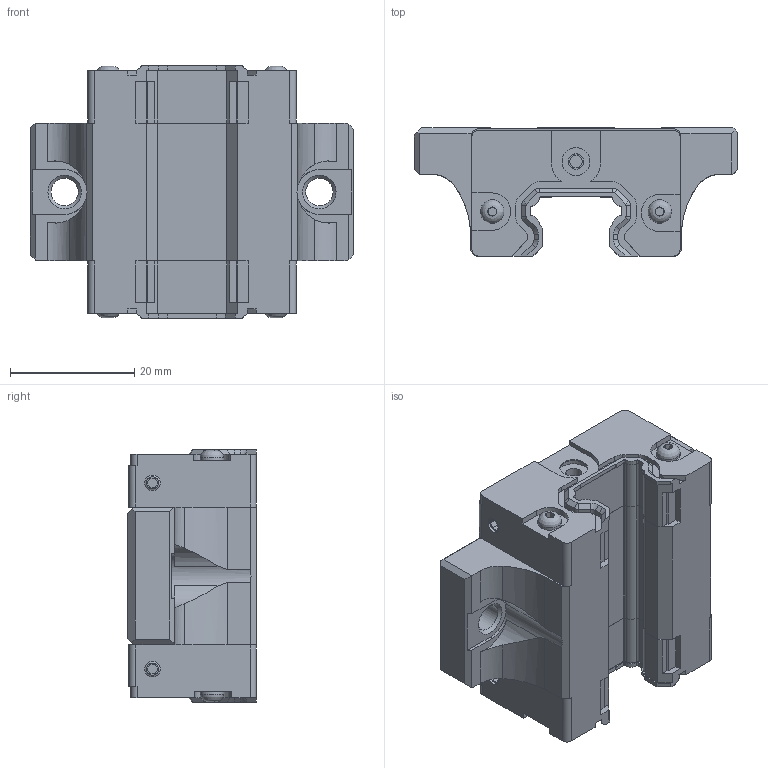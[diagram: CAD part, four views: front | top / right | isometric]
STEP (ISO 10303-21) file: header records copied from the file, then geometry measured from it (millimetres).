
FILE_DESCRIPTION(/* description */ ('Vozík'),/* implementation_level */ '2;1');
FILE_NAME(/* name */ 'LGBCS 15 FS SS N Z1-N.stp',/* time_stamp */ '2022-08-16T08:04:52+02:00',/* author */ ('konstrukce'),/* organization */ ('NTNAUTOMATION'),/* preprocessor_version */ 'ST-DEVELOPER v18.1',/* originating_system */ 'Autodesk Inventor 2022',/* authorisation */ '');
FILE_SCHEMA (('AUTOMOTIVE_DESIGN { 1 0 10303 214 3 1 1 }'));
Length unit declared in the file: millimetre
Products named in the file (1): LGBCS 15 FS SS N Z1-N
Bounding box: 52 x 20.7 x 40.6 mm (x, y, z)
Volume: 24862.4 mm3; surface area: 8054.1 mm2
Topology: 1 solids, 1 shells, 546 faces, 1482 edges, 966 vertices
Faces by surface type: plane 364, cylinder 150, cone 28, bspline 4
Full cylindrical faces by diameter (mm): 1.5 x2, 2 x2, 2.5 x6, 3 x2, 3.8 x4, 4.4 x2, 4.5 x2, 5 x4
Entity records: 17556 total; most frequent: CARTESIAN_POINT 3335, ORIENTED_EDGE 2964, DIRECTION 2880, EDGE_CURVE 1482, LINE 1050, VECTOR 1050, VERTEX_POINT 966, AXIS2_PLACEMENT_3D 915
